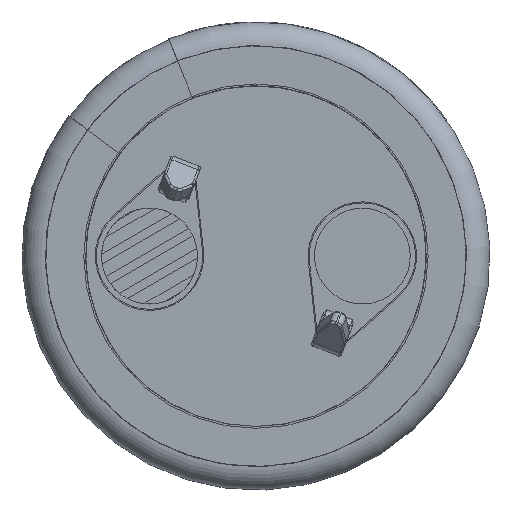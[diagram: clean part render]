
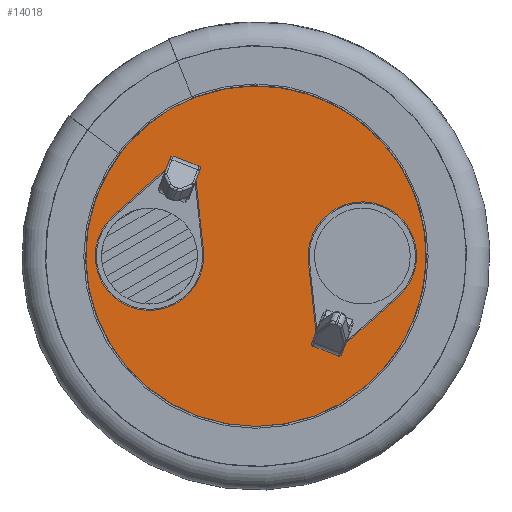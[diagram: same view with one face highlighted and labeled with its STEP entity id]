
A CAD part, front view. The second image highlights one B-rep face of the part: STEP entity #14018.
In plain terms, the highlighted planar face has unit normal (0, -1, 0).
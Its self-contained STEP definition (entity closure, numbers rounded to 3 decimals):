
#881=LINE('',#18087,#1534);
#882=LINE('',#18090,#1535);
#883=LINE('',#18092,#1536);
#884=LINE('',#18095,#1537);
#885=LINE('',#18098,#1538);
#886=LINE('',#18100,#1539);
#1534=VECTOR('',#15649,1000.);
#1535=VECTOR('',#15650,1000.);
#1536=VECTOR('',#15651,1000.);
#1537=VECTOR('',#15654,1000.);
#1538=VECTOR('',#15655,1000.);
#1539=VECTOR('',#15656,1000.);
#2234=ORIENTED_EDGE('',*,*,#5203,.T.);
#2235=ORIENTED_EDGE('',*,*,#5204,.F.);
#2236=ORIENTED_EDGE('',*,*,#5205,.F.);
#2237=ORIENTED_EDGE('',*,*,#5206,.F.);
#2238=ORIENTED_EDGE('',*,*,#5207,.F.);
#2239=ORIENTED_EDGE('',*,*,#5208,.T.);
#2240=ORIENTED_EDGE('',*,*,#5209,.T.);
#2241=ORIENTED_EDGE('',*,*,#5210,.T.);
#2242=ORIENTED_EDGE('',*,*,#5211,.T.);
#5203=EDGE_CURVE('',#6683,#6683,#7620,.T.);
#5204=EDGE_CURVE('',#6684,#6685,#881,.T.);
#5205=EDGE_CURVE('',#6686,#6684,#882,.T.);
#5206=EDGE_CURVE('',#6687,#6686,#883,.T.);
#5207=EDGE_CURVE('',#6685,#6687,#7621,.T.);
#5208=EDGE_CURVE('',#6688,#6689,#884,.T.);
#5209=EDGE_CURVE('',#6689,#6690,#885,.T.);
#5210=EDGE_CURVE('',#6690,#6691,#886,.T.);
#5211=EDGE_CURVE('',#6691,#6688,#7622,.T.);
#6683=VERTEX_POINT('',#18086);
#6684=VERTEX_POINT('',#18088);
#6685=VERTEX_POINT('',#18089);
#6686=VERTEX_POINT('',#18091);
#6687=VERTEX_POINT('',#18093);
#6688=VERTEX_POINT('',#18096);
#6689=VERTEX_POINT('',#18097);
#6690=VERTEX_POINT('',#18099);
#6691=VERTEX_POINT('',#18101);
#7620=CIRCLE('',#14680,8.09);
#7621=CIRCLE('',#14681,2.55);
#7622=CIRCLE('',#14682,2.55);
#7991=EDGE_LOOP('',(#2234));
#7992=EDGE_LOOP('',(#2235,#2236,#2237,#2238));
#7993=EDGE_LOOP('',(#2239,#2240,#2241,#2242));
#8716=FACE_BOUND('',#7991,.T.);
#8717=FACE_BOUND('',#7992,.T.);
#8718=FACE_BOUND('',#7993,.T.);
#9435=PLANE('',#14679);
#14018=ADVANCED_FACE('',(#8716,#8717,#8718),#9435,.T.);
#14679=AXIS2_PLACEMENT_3D('',#18084,#15645,#15646);
#14680=AXIS2_PLACEMENT_3D('',#18085,#15647,#15648);
#14681=AXIS2_PLACEMENT_3D('',#18094,#15652,#15653);
#14682=AXIS2_PLACEMENT_3D('',#18102,#15657,#15658);
#15645=DIRECTION('',(0.,-1.,0.));
#15646=DIRECTION('',(0.,0.,-1.));
#15647=DIRECTION('',(0.,-1.,0.));
#15648=DIRECTION('',(0.,0.,-1.));
#15649=DIRECTION('',(-0.748,0.,-0.664));
#15650=DIRECTION('',(-0.933,0.,0.36));
#15651=DIRECTION('',(-0.108,0.,0.994));
#15652=DIRECTION('',(0.,-1.,0.));
#15653=DIRECTION('',(0.,0.,1.));
#15654=DIRECTION('',(-0.748,0.,-0.664));
#15655=DIRECTION('',(-0.933,0.,0.36));
#15656=DIRECTION('',(-0.108,0.,0.994));
#15657=DIRECTION('',(0.,1.,0.));
#15658=DIRECTION('',(0.,0.,-1.));
#18084=CARTESIAN_POINT('',(0.,0.,0.));
#18085=CARTESIAN_POINT('',(0.,0.,0.));
#18086=CARTESIAN_POINT('',(0.,0.,-8.09));
#18087=CARTESIAN_POINT('',(-4.27,0.,4.059));
#18088=CARTESIAN_POINT('',(-4.27,0.,4.059));
#18089=CARTESIAN_POINT('',(-6.694,0.,1.906));
#18090=CARTESIAN_POINT('',(-2.814,0.,3.497));
#18091=CARTESIAN_POINT('',(-2.814,0.,3.497));
#18092=CARTESIAN_POINT('',(-2.465,0.,0.274));
#18093=CARTESIAN_POINT('',(-2.465,0.,0.274));
#18094=CARTESIAN_POINT('',(-5.,0.,0.));
#18095=CARTESIAN_POINT('',(6.694,0.,-1.906));
#18096=CARTESIAN_POINT('',(6.694,0.,-1.906));
#18097=CARTESIAN_POINT('',(4.27,0.,-4.059));
#18098=CARTESIAN_POINT('',(4.27,0.,-4.059));
#18099=CARTESIAN_POINT('',(2.814,0.,-3.497));
#18100=CARTESIAN_POINT('',(2.814,0.,-3.497));
#18101=CARTESIAN_POINT('',(2.465,0.,-0.274));
#18102=CARTESIAN_POINT('',(5.,0.,0.));
